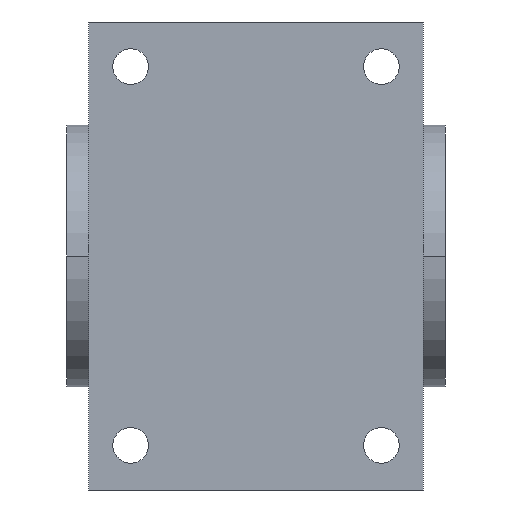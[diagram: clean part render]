
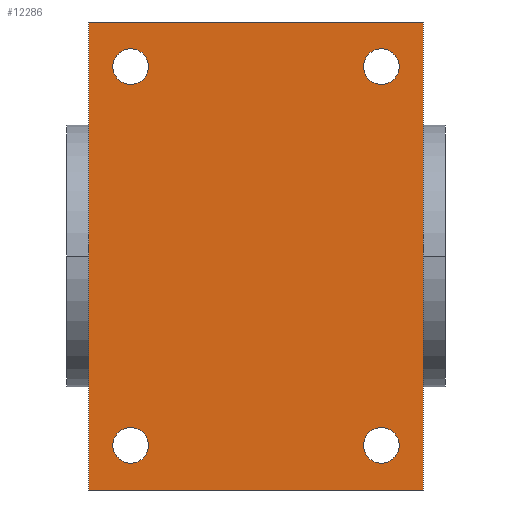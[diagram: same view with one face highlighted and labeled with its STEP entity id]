
A CAD part, front view. The second image highlights one B-rep face of the part: STEP entity #12286.
In plain terms, the highlighted planar face has unit normal (0, -1, 0).
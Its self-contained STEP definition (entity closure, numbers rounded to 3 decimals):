
#9485=DIRECTION('',(1.,0.,0.));
#9486=VECTOR('',#9485,60.);
#9487=CARTESIAN_POINT('',(4.,0.,42.));
#9488=LINE('',#9487,#9486);
#9489=DIRECTION('',(-1.,0.,0.));
#9490=VECTOR('',#9489,60.);
#9491=CARTESIAN_POINT('',(64.,0.,-42.));
#9492=LINE('',#9491,#9490);
#9493=DIRECTION('',(0.,0.,1.));
#9494=VECTOR('',#9493,84.);
#9495=CARTESIAN_POINT('',(4.,0.,-42.));
#9496=LINE('',#9495,#9494);
#9497=CARTESIAN_POINT('',(11.5,0.,-34.));
#9498=DIRECTION('',(0.,1.,0.));
#9499=DIRECTION('',(1.,0.,0.));
#9500=AXIS2_PLACEMENT_3D('',#9497,#9498,#9499);
#9502=CARTESIAN_POINT('',(11.5,0.,-34.));
#9503=DIRECTION('',(0.,1.,0.));
#9504=DIRECTION('',(-1.,0.,0.));
#9505=AXIS2_PLACEMENT_3D('',#9502,#9503,#9504);
#9507=CARTESIAN_POINT('',(11.5,0.,34.));
#9508=DIRECTION('',(0.,1.,0.));
#9509=DIRECTION('',(1.,0.,0.));
#9510=AXIS2_PLACEMENT_3D('',#9507,#9508,#9509);
#9512=CARTESIAN_POINT('',(11.5,0.,34.));
#9513=DIRECTION('',(0.,1.,0.));
#9514=DIRECTION('',(-1.,0.,0.));
#9515=AXIS2_PLACEMENT_3D('',#9512,#9513,#9514);
#9517=CARTESIAN_POINT('',(56.5,0.,-34.));
#9518=DIRECTION('',(0.,1.,0.));
#9519=DIRECTION('',(1.,0.,0.));
#9520=AXIS2_PLACEMENT_3D('',#9517,#9518,#9519);
#9522=CARTESIAN_POINT('',(56.5,0.,-34.));
#9523=DIRECTION('',(0.,1.,0.));
#9524=DIRECTION('',(-1.,0.,0.));
#9525=AXIS2_PLACEMENT_3D('',#9522,#9523,#9524);
#9527=CARTESIAN_POINT('',(56.5,0.,34.));
#9528=DIRECTION('',(0.,1.,0.));
#9529=DIRECTION('',(1.,0.,0.));
#9530=AXIS2_PLACEMENT_3D('',#9527,#9528,#9529);
#9532=CARTESIAN_POINT('',(56.5,0.,34.));
#9533=DIRECTION('',(0.,1.,0.));
#9534=DIRECTION('',(-1.,0.,0.));
#9535=AXIS2_PLACEMENT_3D('',#9532,#9533,#9534);
#9557=DIRECTION('',(0.,0.,1.));
#9558=VECTOR('',#9557,84.);
#9559=CARTESIAN_POINT('',(64.,0.,-42.));
#9560=LINE('',#9559,#9558);
#9613=CARTESIAN_POINT('',(64.,0.,-42.));
#9615=VERTEX_POINT('',#9613);
#9618=CARTESIAN_POINT('',(4.,0.,-42.));
#9620=VERTEX_POINT('',#9618);
#9621=CARTESIAN_POINT('',(64.,0.,42.));
#9623=VERTEX_POINT('',#9621);
#9626=CARTESIAN_POINT('',(4.,0.,42.));
#9628=VERTEX_POINT('',#9626);
#9709=CARTESIAN_POINT('',(14.7,0.,-34.));
#9710=CARTESIAN_POINT('',(8.3,0.,-34.));
#9711=VERTEX_POINT('',#9709);
#9712=VERTEX_POINT('',#9710);
#9717=CARTESIAN_POINT('',(14.7,0.,34.));
#9718=CARTESIAN_POINT('',(8.3,0.,34.));
#9719=VERTEX_POINT('',#9717);
#9720=VERTEX_POINT('',#9718);
#9725=CARTESIAN_POINT('',(59.7,0.,-34.));
#9726=CARTESIAN_POINT('',(53.3,0.,-34.));
#9727=VERTEX_POINT('',#9725);
#9728=VERTEX_POINT('',#9726);
#9733=CARTESIAN_POINT('',(59.7,0.,34.));
#9734=CARTESIAN_POINT('',(53.3,0.,34.));
#9735=VERTEX_POINT('',#9733);
#9736=VERTEX_POINT('',#9734);
#12248=CARTESIAN_POINT('',(24.4,0.,42.));
#12249=DIRECTION('',(0.,-1.,0.));
#12250=DIRECTION('',(0.,0.,-1.));
#12251=AXIS2_PLACEMENT_3D('',#12248,#12249,#12250);
#12252=PLANE('',#12251);
#12254=ORIENTED_EDGE('',*,*,#12253,.T.);
#12256=ORIENTED_EDGE('',*,*,#12255,.F.);
#12257=ORIENTED_EDGE('',*,*,#12236,.T.);
#12259=ORIENTED_EDGE('',*,*,#12258,.T.);
#12260=EDGE_LOOP('',(#12254,#12256,#12257,#12259));
#12261=FACE_OUTER_BOUND('',#12260,.F.);
#12263=ORIENTED_EDGE('',*,*,#12262,.F.);
#12265=ORIENTED_EDGE('',*,*,#12264,.F.);
#12266=EDGE_LOOP('',(#12263,#12265));
#12267=FACE_BOUND('',#12266,.F.);
#12269=ORIENTED_EDGE('',*,*,#12268,.F.);
#12271=ORIENTED_EDGE('',*,*,#12270,.F.);
#12272=EDGE_LOOP('',(#12269,#12271));
#12273=FACE_BOUND('',#12272,.F.);
#12275=ORIENTED_EDGE('',*,*,#12274,.F.);
#12277=ORIENTED_EDGE('',*,*,#12276,.F.);
#12278=EDGE_LOOP('',(#12275,#12277));
#12279=FACE_BOUND('',#12278,.F.);
#12281=ORIENTED_EDGE('',*,*,#12280,.F.);
#12283=ORIENTED_EDGE('',*,*,#12282,.F.);
#12284=EDGE_LOOP('',(#12281,#12283));
#12285=FACE_BOUND('',#12284,.F.);
#12286=ADVANCED_FACE('',(#12261,#12267,#12273,#12279,#12285),#12252,.T.);
#9501=CIRCLE('',#9500,3.2);
#9506=CIRCLE('',#9505,3.2);
#9511=CIRCLE('',#9510,3.2);
#9516=CIRCLE('',#9515,3.2);
#9521=CIRCLE('',#9520,3.2);
#9526=CIRCLE('',#9525,3.2);
#9531=CIRCLE('',#9530,3.2);
#9536=CIRCLE('',#9535,3.2);
#12236=EDGE_CURVE('',#9615,#9620,#9492,.T.);
#12253=EDGE_CURVE('',#9628,#9623,#9488,.T.);
#12255=EDGE_CURVE('',#9615,#9623,#9560,.T.);
#12258=EDGE_CURVE('',#9620,#9628,#9496,.T.);
#12262=EDGE_CURVE('',#9711,#9712,#9501,.T.);
#12264=EDGE_CURVE('',#9712,#9711,#9506,.T.);
#12268=EDGE_CURVE('',#9719,#9720,#9511,.T.);
#12270=EDGE_CURVE('',#9720,#9719,#9516,.T.);
#12274=EDGE_CURVE('',#9727,#9728,#9521,.T.);
#12276=EDGE_CURVE('',#9728,#9727,#9526,.T.);
#12280=EDGE_CURVE('',#9735,#9736,#9531,.T.);
#12282=EDGE_CURVE('',#9736,#9735,#9536,.T.);
